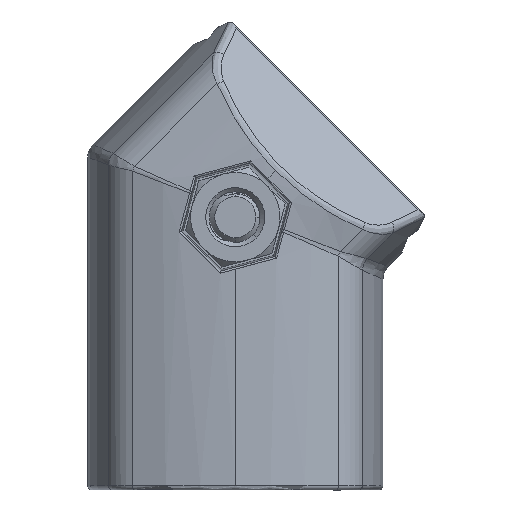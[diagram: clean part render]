
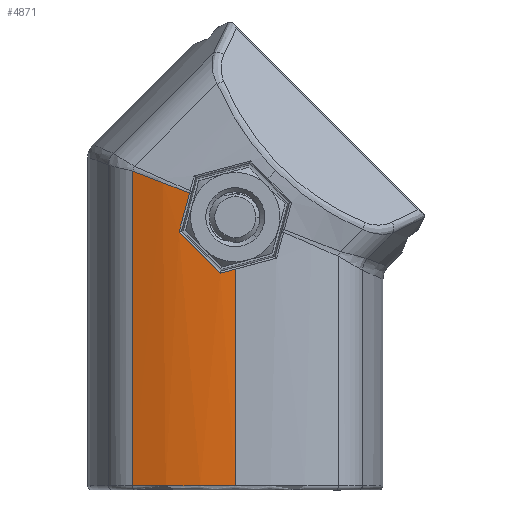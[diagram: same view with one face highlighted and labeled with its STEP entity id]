
A CAD part, left-side view. The second image highlights one B-rep face of the part: STEP entity #4871.
In plain terms, the highlighted cylindrical face has radius 30 mm (diameter 60 mm), a partial arc.
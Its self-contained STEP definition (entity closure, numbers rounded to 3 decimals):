
#187 = EDGE_CURVE ( 'NONE', #17457, #23299, #24021, .T. ) ;
#394 = ORIENTED_EDGE ( 'NONE', *, *, #187, .F. ) ;
#915 = CARTESIAN_POINT ( 'NONE',  ( -15.876, 6.089, 29.604 ) ) ;
#1120 = CARTESIAN_POINT ( 'NONE',  ( -16.253, 3.843, 26.374 ) ) ;
#1208 = VERTEX_POINT ( 'NONE', #15739 ) ;
#1240 = DIRECTION ( 'NONE',  ( 0., 0., -1. ) ) ;
#1359 = CARTESIAN_POINT ( 'NONE',  ( 13.5, 0., 0. ) ) ;
#1444 = CARTESIAN_POINT ( 'NONE',  ( -14.206, 11.506, 35.648 ) ) ;
#2246 = B_SPLINE_CURVE_WITH_KNOTS ( 'NONE', 3,
 ( #6042, #19562, #8054, #13433, #17566, #17820, #15688, #15332, #4257, #25024, #19331, #21592, #23273, #19449, #5911, #9622, #17333 ),
 .UNSPECIFIED., .F., .F.,
 ( 4, 2, 2, 1, 1, 1, 1, 1, 2, 2, 4 ),
 ( 0., 0.25, 0.375, 0.437, 0.469, 0.484, 0.492, 0.496, 0.498, 0.5, 1. ),
 .UNSPECIFIED. ) ;
#2424 = CARTESIAN_POINT ( 'NONE',  ( -14.206, 11.506, 35.648 ) ) ;
#2972 = CARTESIAN_POINT ( 'NONE',  ( -15.831, 6.299, 28.824 ) ) ;
#3082 = VERTEX_POINT ( 'NONE', #2424 ) ;
#3150 = CARTESIAN_POINT ( 'NONE',  ( -16.327, 3.223, 25.756 ) ) ;
#3428 = CARTESIAN_POINT ( 'NONE',  ( -16.484, 1.128, 24.382 ) ) ;
#3778 = EDGE_LOOP ( 'NONE', ( #394, #20614, #23532, #18003, #12807, #24417, #15825 ) ) ;
#4257 = CARTESIAN_POINT ( 'NONE',  ( -15.407, 8.023, 34.302 ) ) ;
#4360 = VERTEX_POINT ( 'NONE', #16412 ) ;
#4871 = ADVANCED_FACE ( 'NONE', ( #6685 ), #16331, .T. ) ;
#5048 = CARTESIAN_POINT ( 'NONE',  ( -15.989, 5.564, 28.09 ) ) ;
#5172 = CARTESIAN_POINT ( 'NONE',  ( -16.252, 3.849, 26.38 ) ) ;
#5293 = CARTESIAN_POINT ( 'NONE',  ( -16.252, 3.848, 26.379 ) ) ;
#5911 = CARTESIAN_POINT ( 'NONE',  ( -15.037, 9.338, 34.81 ) ) ;
#6042 = CARTESIAN_POINT ( 'NONE',  ( -16.059, 5.127, 33.182 ) ) ;
#6685 = FACE_OUTER_BOUND ( 'NONE', #3778, .T. ) ;
#7187 = AXIS2_PLACEMENT_3D ( 'NONE', #1359, #1240, #14688 ) ;
#7238 = CARTESIAN_POINT ( 'NONE',  ( -16.5, 0., 0.5 ) ) ;
#7323 = CARTESIAN_POINT ( 'NONE',  ( -16.452, 1.691, 24.231 ) ) ;
#7347 = CARTESIAN_POINT ( 'NONE',  ( -16.5, 0., 24.681 ) ) ;
#8054 = CARTESIAN_POINT ( 'NONE',  ( -15.859, 6.191, 33.594 ) ) ;
#8102 = EDGE_CURVE ( 'NONE', #17457, #1208, #11285, .T. ) ;
#8368 = VECTOR ( 'NONE', #15017, 1000. ) ;
#8677 = CARTESIAN_POINT ( 'NONE',  ( -15.959, 5.684, 31.111 ) ) ;
#8745 = CARTESIAN_POINT ( 'NONE',  ( -15.831, 6.299, 28.824 ) ) ;
#8886 = CARTESIAN_POINT ( 'NONE',  ( -16.136, 4.749, 27.276 ) ) ;
#9622 = CARTESIAN_POINT ( 'NONE',  ( -14.638, 10.466, 35.246 ) ) ;
#9788 = EDGE_CURVE ( 'NONE', #1208, #14950, #16890, .T. ) ;
#10066 = EDGE_CURVE ( 'NONE', #4360, #14950, #16572, .T. ) ;
#11129 = CARTESIAN_POINT ( 'NONE',  ( -16.428, 2.117, 24.656 ) ) ;
#11160 = CARTESIAN_POINT ( 'NONE',  ( -16.452, 1.691, 24.231 ) ) ;
#11195 = LINE ( 'NONE', #1444, #8368 ) ;
#11272 = AXIS2_PLACEMENT_3D ( 'NONE', #11560, #24714, #23078 ) ;
#11285 = B_SPLINE_CURVE_WITH_KNOTS ( 'NONE', 3,
 ( #7347, #19111, #3428, #11160 ),
 .UNSPECIFIED., .F., .F.,
 ( 4, 4 ),
 ( 0.733, 1. ),
 .UNSPECIFIED. ) ;
#11560 = CARTESIAN_POINT ( 'NONE',  ( 13.5, 0., 0.5 ) ) ;
#12807 = ORIENTED_EDGE ( 'NONE', *, *, #20310, .T. ) ;
#13059 = CARTESIAN_POINT ( 'NONE',  ( -16.345, 3.051, 25.585 ) ) ;
#13184 = CARTESIAN_POINT ( 'NONE',  ( -16.254, 3.836, 26.367 ) ) ;
#13433 = CARTESIAN_POINT ( 'NONE',  ( -15.687, 6.94, 33.883 ) ) ;
#14678 = CARTESIAN_POINT ( 'NONE',  ( -15.831, 6.299, 28.824 ) ) ;
#14688 = DIRECTION ( 'NONE',  ( -1., 0., 0. ) ) ;
#14950 = VERTEX_POINT ( 'NONE', #14678 ) ;
#15017 = DIRECTION ( 'NONE',  ( 0., 0., -1. ) ) ;
#15074 = CARTESIAN_POINT ( 'NONE',  ( -16.285, 3.588, 26.12 ) ) ;
#15332 = CARTESIAN_POINT ( 'NONE',  ( -15.435, 7.923, 34.263 ) ) ;
#15381 = CARTESIAN_POINT ( 'NONE',  ( -14.206, 11.506, 0.5 ) ) ;
#15688 = CARTESIAN_POINT ( 'NONE',  ( -15.49, 7.72, 34.184 ) ) ;
#15739 = CARTESIAN_POINT ( 'NONE',  ( -16.452, 1.691, 24.231 ) ) ;
#15825 = ORIENTED_EDGE ( 'NONE', *, *, #23111, .T. ) ;
#16039 = EDGE_CURVE ( 'NONE', #3082, #24565, #11195, .T. ) ;
#16282 = CARTESIAN_POINT ( 'NONE',  ( -16.059, 5.127, 33.182 ) ) ;
#16331 = CYLINDRICAL_SURFACE ( 'NONE', #7187, 30. ) ;
#16412 = CARTESIAN_POINT ( 'NONE',  ( -16.059, 5.127, 33.182 ) ) ;
#16572 = B_SPLINE_CURVE_WITH_KNOTS ( 'NONE', 3,
 ( #16282, #24233, #8677, #915, #2972 ),
 .UNSPECIFIED., .F., .F.,
 ( 4, 1, 4 ),
 ( 0., 0.5, 1. ),
 .UNSPECIFIED. ) ;
#16679 = CARTESIAN_POINT ( 'NONE',  ( -16.5, 0., 0. ) ) ;
#16890 = B_SPLINE_CURVE_WITH_KNOTS ( 'NONE', 3,
 ( #7323, #11129, #22387, #13059, #3150, #20611, #15074, #16970, #22758, #18473, #13184, #1120, #5293, #5172, #8886, #5048, #8745 ),
 .UNSPECIFIED., .F., .F.,
 ( 4, 2, 2, 1, 1, 1, 1, 1, 2, 2, 4 ),
 ( 0., 0.25, 0.375, 0.438, 0.469, 0.484, 0.492, 0.496, 0.498, 0.5, 1. ),
 .UNSPECIFIED. ) ;
#16970 = CARTESIAN_POINT ( 'NONE',  ( -16.268, 3.722, 26.253 ) ) ;
#17333 = CARTESIAN_POINT ( 'NONE',  ( -14.206, 11.506, 35.648 ) ) ;
#17457 = VERTEX_POINT ( 'NONE', #23193 ) ;
#17566 = CARTESIAN_POINT ( 'NONE',  ( -15.628, 7.185, 33.978 ) ) ;
#17820 = CARTESIAN_POINT ( 'NONE',  ( -15.537, 7.543, 34.116 ) ) ;
#18003 = ORIENTED_EDGE ( 'NONE', *, *, #10066, .F. ) ;
#18473 = CARTESIAN_POINT ( 'NONE',  ( -16.256, 3.82, 26.351 ) ) ;
#19111 = CARTESIAN_POINT ( 'NONE',  ( -16.5, 0.564, 24.532 ) ) ;
#19331 = CARTESIAN_POINT ( 'NONE',  ( -15.386, 8.098, 34.331 ) ) ;
#19449 = CARTESIAN_POINT ( 'NONE',  ( -15.381, 8.119, 34.339 ) ) ;
#19562 = CARTESIAN_POINT ( 'NONE',  ( -15.964, 5.67, 33.392 ) ) ;
#20310 = EDGE_CURVE ( 'NONE', #4360, #3082, #2246, .T. ) ;
#20594 = DIRECTION ( 'NONE',  ( 0., 0., -1. ) ) ;
#20611 = CARTESIAN_POINT ( 'NONE',  ( -16.299, 3.468, 26. ) ) ;
#20614 = ORIENTED_EDGE ( 'NONE', *, *, #8102, .T. ) ;
#21592 = CARTESIAN_POINT ( 'NONE',  ( -15.383, 8.109, 34.335 ) ) ;
#22387 = CARTESIAN_POINT ( 'NONE',  ( -16.397, 2.511, 25.047 ) ) ;
#22758 = CARTESIAN_POINT ( 'NONE',  ( -16.26, 3.787, 26.319 ) ) ;
#23078 = DIRECTION ( 'NONE',  ( -0.924, 0.384, 0. ) ) ;
#23111 = EDGE_CURVE ( 'NONE', #24565, #23299, #23779, .T. ) ;
#23193 = CARTESIAN_POINT ( 'NONE',  ( -16.5, 0., 24.681 ) ) ;
#23273 = CARTESIAN_POINT ( 'NONE',  ( -15.381, 8.116, 34.338 ) ) ;
#23299 = VERTEX_POINT ( 'NONE', #7238 ) ;
#23532 = ORIENTED_EDGE ( 'NONE', *, *, #9788, .T. ) ;
#23779 = CIRCLE ( 'NONE', #11272, 30. ) ;
#24021 = LINE ( 'NONE', #16679, #24918 ) ;
#24233 = CARTESIAN_POINT ( 'NONE',  ( -16.027, 5.308, 32.51 ) ) ;
#24417 = ORIENTED_EDGE ( 'NONE', *, *, #16039, .T. ) ;
#24565 = VERTEX_POINT ( 'NONE', #15381 ) ;
#24714 = DIRECTION ( 'NONE',  ( 0., 0., 1. ) ) ;
#24918 = VECTOR ( 'NONE', #20594, 1000. ) ;
#25024 = CARTESIAN_POINT ( 'NONE',  ( -15.393, 8.073, 34.321 ) ) ;
